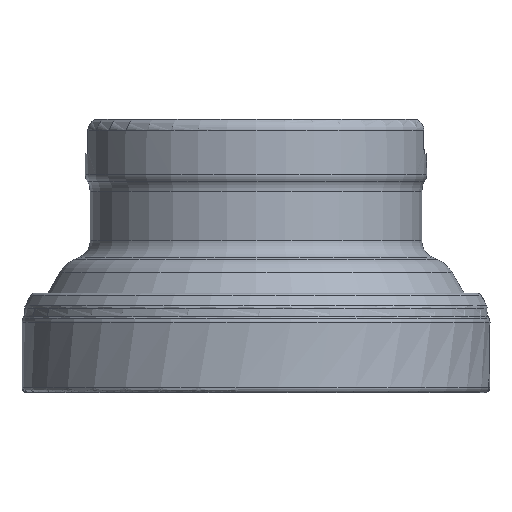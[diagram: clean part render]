
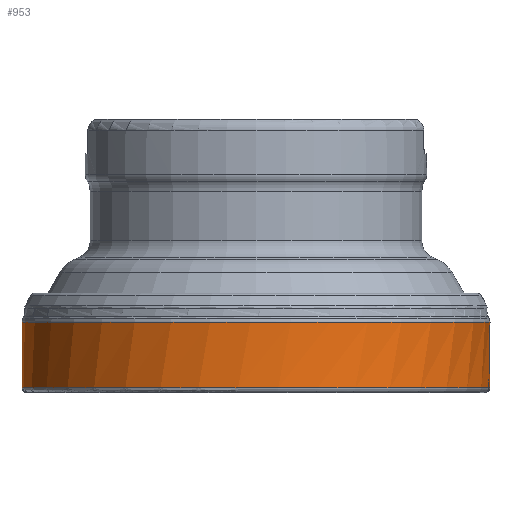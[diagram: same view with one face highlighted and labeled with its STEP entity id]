
A CAD part, front view. The second image highlights one B-rep face of the part: STEP entity #953.
In plain terms, the highlighted face is a revolution surface.
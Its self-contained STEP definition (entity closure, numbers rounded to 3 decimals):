
#127=SURFACE_OF_REVOLUTION('',#4606,#148);
#148=AXIS1_PLACEMENT('',#18013,#5344);
#637=FACE_BOUND('',#1599,.T.);
#638=FACE_BOUND('',#1600,.T.);
#953=ADVANCED_FACE('',(#637,#638),#127,.F.);
#1599=EDGE_LOOP('',(#3061));
#1600=EDGE_LOOP('',(#3062));
#1759=CIRCLE('',#4834,38.1);
#1760=CIRCLE('',#4835,38.1);
#3061=ORIENTED_EDGE('',*,*,#4119,.T.);
#3062=ORIENTED_EDGE('',*,*,#4120,.F.);
#3467=VERTEX_POINT('',#17984);
#3468=VERTEX_POINT('',#17998);
#4119=EDGE_CURVE('',#3467,#3467,#1759,.T.);
#4120=EDGE_CURVE('',#3468,#3468,#1760,.T.);
#4606=B_SPLINE_CURVE_WITH_KNOTS('',3,(#17999,#18000,#18001,#18002,#18003,
#18004,#18005,#18006,#18007,#18008,#18009,#18010,#18011,#18012),
 .UNSPECIFIED.,.F.,.F.,(4,1,1,1,1,1,1,1,1,1,1,4),(0.,0.228,
0.369,0.509,0.65,0.72,
0.756,0.791,0.861,0.931,
0.967,1.),.UNSPECIFIED.);
#4834=AXIS2_PLACEMENT_3D('',#17983,#5339,#5340);
#4835=AXIS2_PLACEMENT_3D('',#17997,#5342,#5343);
#5339=DIRECTION('',(0.,0.,1.));
#5340=DIRECTION('',(1.,0.,0.));
#5342=DIRECTION('',(0.,0.,1.));
#5343=DIRECTION('',(1.,0.,0.));
#5344=DIRECTION('',(0.,0.,1.));
#17983=CARTESIAN_POINT('',(0.,0.,0.764));
#17984=CARTESIAN_POINT('',(38.1,0.,0.764));
#17997=CARTESIAN_POINT('',(0.,0.,11.413));
#17998=CARTESIAN_POINT('',(38.1,0.,11.413));
#17999=CARTESIAN_POINT('',(38.079,-1.257,11.413));
#18000=CARTESIAN_POINT('',(38.091,-1.473,10.607));
#18001=CARTESIAN_POINT('',(38.099,-1.822,9.303));
#18002=CARTESIAN_POINT('',(38.087,-2.305,7.502));
#18003=CARTESIAN_POINT('',(38.064,-2.705,6.01));
#18004=CARTESIAN_POINT('',(38.034,-3.038,4.767));
#18005=CARTESIAN_POINT('',(38.009,-3.271,3.897));
#18006=CARTESIAN_POINT('',(37.992,-3.404,3.4));
#18007=CARTESIAN_POINT('',(37.976,-3.525,2.9));
#18008=CARTESIAN_POINT('',(37.954,-3.66,2.27));
#18009=CARTESIAN_POINT('',(37.932,-3.769,1.636));
#18010=CARTESIAN_POINT('',(37.914,-3.84,1.133));
#18011=CARTESIAN_POINT('',(37.905,-3.875,0.885));
#18012=CARTESIAN_POINT('',(37.901,-3.892,0.764));
#18013=CARTESIAN_POINT('',(0.,0.,0.));
